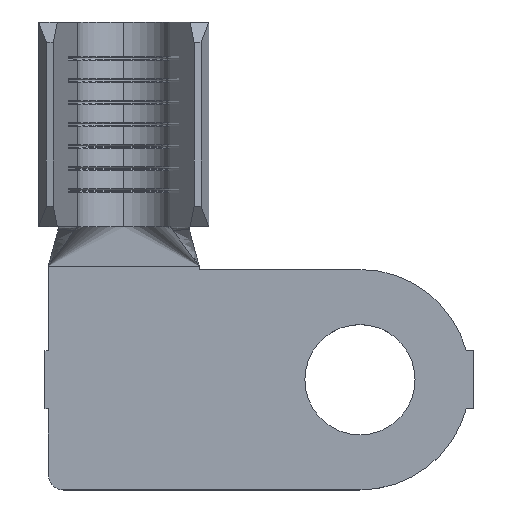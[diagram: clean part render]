
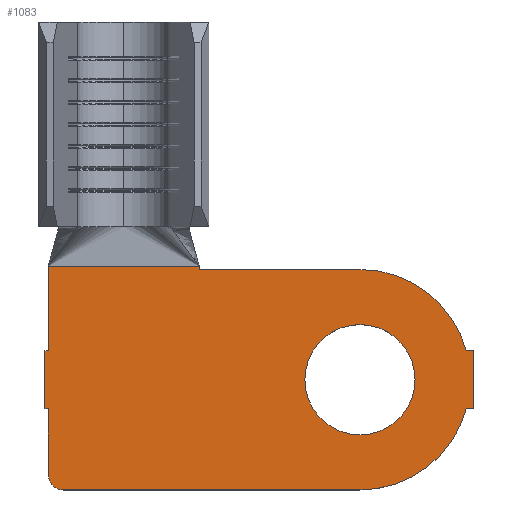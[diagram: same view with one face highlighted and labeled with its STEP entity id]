
A CAD part, top view. The second image highlights one B-rep face of the part: STEP entity #1083.
In plain terms, the highlighted planar face has unit normal (0, 0, 1).
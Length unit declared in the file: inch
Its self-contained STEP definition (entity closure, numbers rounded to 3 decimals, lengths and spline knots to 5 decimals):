
#54 = LINE ( 'NONE', #6773, #1416 ) ;
#58 = CARTESIAN_POINT ( 'NONE',  ( -0.51, 0.36, 0.06 ) ) ;
#84 = VERTEX_POINT ( 'NONE', #317 ) ;
#122 = CIRCLE ( 'NONE', #3118, 0.05 ) ;
#152 = VERTEX_POINT ( 'NONE', #902 ) ;
#287 = EDGE_CURVE ( 'NONE', #6233, #84, #2126, .T. ) ;
#317 = CARTESIAN_POINT ( 'NONE',  ( 0.33756, -0.0925, 0.06 ) ) ;
#335 = PLANE ( 'NONE',  #3192 ) ;
#394 = DIRECTION ( 'NONE',  ( -1., 0., 0. ) ) ;
#460 = VECTOR ( 'NONE', #394, 39.37008 ) ;
#502 = CARTESIAN_POINT ( 'NONE',  ( -0.99, 0.0925, 0.06 ) ) ;
#521 = EDGE_LOOP ( 'NONE', ( #5211, #2028 ) ) ;
#530 = CARTESIAN_POINT ( 'NONE',  ( -0.94, -0.3, 0.06 ) ) ;
#592 = ORIENTED_EDGE ( 'NONE', *, *, #3619, .T. ) ;
#609 = VERTEX_POINT ( 'NONE', #5947 ) ;
#662 = CIRCLE ( 'NONE', #6950, 0.175 ) ;
#670 = VERTEX_POINT ( 'NONE', #5534 ) ;
#716 = VERTEX_POINT ( 'NONE', #3929 ) ;
#726 = ORIENTED_EDGE ( 'NONE', *, *, #5402, .T. ) ;
#741 = CARTESIAN_POINT ( 'NONE',  ( 0., 0., 0.06 ) ) ;
#771 = CARTESIAN_POINT ( 'NONE',  ( -0.99, -0.3, 0.06 ) ) ;
#791 = VECTOR ( 'NONE', #6493, 39.37008 ) ;
#850 = ORIENTED_EDGE ( 'NONE', *, *, #3361, .T. ) ;
#851 = CARTESIAN_POINT ( 'NONE',  ( 0.36, 0.0925, 0.06 ) ) ;
#902 = CARTESIAN_POINT ( 'NONE',  ( -0.99, -0.0925, 0.06 ) ) ;
#908 = AXIS2_PLACEMENT_3D ( 'NONE', #2422, #6215, #2957 ) ;
#928 = CARTESIAN_POINT ( 'NONE',  ( 0.175, 0., 0.06 ) ) ;
#1083 = ADVANCED_FACE ( 'NONE', ( #3972, #6521 ), #335, .F. ) ;
#1131 = DIRECTION ( 'NONE',  ( -1., 0., 0. ) ) ;
#1183 = ORIENTED_EDGE ( 'NONE', *, *, #1686, .T. ) ;
#1244 = CARTESIAN_POINT ( 'NONE',  ( -0.99, 0.36, 0.06 ) ) ;
#1275 = CARTESIAN_POINT ( 'NONE',  ( 0., 0., 0.06 ) ) ;
#1293 = DIRECTION ( 'NONE',  ( 0., -1., 0. ) ) ;
#1319 = DIRECTION ( 'NONE',  ( 1., 0., 0. ) ) ;
#1392 = LINE ( 'NONE', #5859, #5572 ) ;
#1416 = VECTOR ( 'NONE', #4070, 39.37008 ) ;
#1480 = EDGE_CURVE ( 'NONE', #3164, #5451, #1599, .T. ) ;
#1499 = DIRECTION ( 'NONE',  ( 0., 0., -1. ) ) ;
#1538 = EDGE_CURVE ( 'NONE', #1580, #152, #54, .T. ) ;
#1580 = VERTEX_POINT ( 'NONE', #4649 ) ;
#1599 = LINE ( 'NONE', #4050, #5940 ) ;
#1613 = CARTESIAN_POINT ( 'NONE',  ( -0.99, 0.36, 0.06 ) ) ;
#1659 = CARTESIAN_POINT ( 'NONE',  ( 0.33756, 0.0925, 0.06 ) ) ;
#1686 = EDGE_CURVE ( 'NONE', #84, #6550, #2015, .T. ) ;
#1765 = EDGE_CURVE ( 'NONE', #609, #6233, #7119, .T. ) ;
#1781 = ORIENTED_EDGE ( 'NONE', *, *, #3955, .T. ) ;
#1793 = CARTESIAN_POINT ( 'NONE',  ( -0.51, 0.35, 0.06 ) ) ;
#1836 = DIRECTION ( 'NONE',  ( 1., 0., 0. ) ) ;
#1893 = EDGE_CURVE ( 'NONE', #152, #5198, #4046, .T. ) ;
#1968 = LINE ( 'NONE', #3707, #460 ) ;
#2015 = LINE ( 'NONE', #6347, #5082 ) ;
#2028 = ORIENTED_EDGE ( 'NONE', *, *, #6843, .F. ) ;
#2057 = EDGE_CURVE ( 'NONE', #7144, #5983, #4481, .T. ) ;
#2126 = CIRCLE ( 'NONE', #908, 0.35 ) ;
#2142 = AXIS2_PLACEMENT_3D ( 'NONE', #5928, #2671, #6460 ) ;
#2170 = DIRECTION ( 'NONE',  ( -1., 0., 0. ) ) ;
#2235 = VERTEX_POINT ( 'NONE', #58 ) ;
#2260 = CIRCLE ( 'NONE', #2142, 0.35 ) ;
#2367 = DIRECTION ( 'NONE',  ( -1., 0., 0. ) ) ;
#2422 = CARTESIAN_POINT ( 'NONE',  ( 0., 0., 0.06 ) ) ;
#2435 = VECTOR ( 'NONE', #1293, 39.37008 ) ;
#2671 = DIRECTION ( 'NONE',  ( 0., 0., 1. ) ) ;
#2694 = CARTESIAN_POINT ( 'NONE',  ( 0., 0.35, 0.06 ) ) ;
#2739 = ORIENTED_EDGE ( 'NONE', *, *, #5711, .T. ) ;
#2787 = VECTOR ( 'NONE', #5222, 39.37008 ) ;
#2795 = ORIENTED_EDGE ( 'NONE', *, *, #1893, .T. ) ;
#2925 = CARTESIAN_POINT ( 'NONE',  ( 0., -0.35, 0.06 ) ) ;
#2957 = DIRECTION ( 'NONE',  ( -1., 0., 0. ) ) ;
#3118 = AXIS2_PLACEMENT_3D ( 'NONE', #530, #4395, #1131 ) ;
#3164 = VERTEX_POINT ( 'NONE', #1244 ) ;
#3191 = LINE ( 'NONE', #851, #5925 ) ;
#3192 = AXIS2_PLACEMENT_3D ( 'NONE', #4208, #1499, #5306 ) ;
#3252 = EDGE_CURVE ( 'NONE', #670, #1580, #3697, .T. ) ;
#3253 = CARTESIAN_POINT ( 'NONE',  ( 0.36, -0.0925, 0.06 ) ) ;
#3361 = EDGE_CURVE ( 'NONE', #6550, #716, #3191, .T. ) ;
#3439 = CIRCLE ( 'NONE', #6629, 0.175 ) ;
#3619 = EDGE_CURVE ( 'NONE', #5198, #609, #122, .T. ) ;
#3629 = VERTEX_POINT ( 'NONE', #1659 ) ;
#3643 = DIRECTION ( 'NONE',  ( 1., 0., 0. ) ) ;
#3679 = DIRECTION ( 'NONE',  ( -1., 0., 0. ) ) ;
#3697 = LINE ( 'NONE', #5132, #2435 ) ;
#3707 = CARTESIAN_POINT ( 'NONE',  ( -1., 0.0925, 0.06 ) ) ;
#3808 = ORIENTED_EDGE ( 'NONE', *, *, #287, .T. ) ;
#3842 = LINE ( 'NONE', #1613, #5301 ) ;
#3929 = CARTESIAN_POINT ( 'NONE',  ( 0.36, 0.0925, 0.06 ) ) ;
#3955 = EDGE_CURVE ( 'NONE', #716, #3629, #1392, .T. ) ;
#3972 = FACE_OUTER_BOUND ( 'NONE', #5467, .T. ) ;
#4046 = LINE ( 'NONE', #5966, #791 ) ;
#4050 = CARTESIAN_POINT ( 'NONE',  ( -0.99, 0.36, 0.06 ) ) ;
#4070 = DIRECTION ( 'NONE',  ( 1., 0., 0. ) ) ;
#4081 = CARTESIAN_POINT ( 'NONE',  ( -0.51, 0.35, 0.06 ) ) ;
#4090 = EDGE_CURVE ( 'NONE', #5983, #2235, #4893, .T. ) ;
#4097 = ORIENTED_EDGE ( 'NONE', *, *, #1765, .T. ) ;
#4120 = DIRECTION ( 'NONE',  ( 0., 1., 0. ) ) ;
#4208 = CARTESIAN_POINT ( 'NONE',  ( 0., 0., 0.06 ) ) ;
#4395 = DIRECTION ( 'NONE',  ( 0., 0., 1. ) ) ;
#4481 = LINE ( 'NONE', #1793, #5583 ) ;
#4578 = DIRECTION ( 'NONE',  ( 0., -1., 0. ) ) ;
#4585 = DIRECTION ( 'NONE',  ( 0., 0., 1. ) ) ;
#4649 = CARTESIAN_POINT ( 'NONE',  ( -1., -0.0925, 0.06 ) ) ;
#4776 = ORIENTED_EDGE ( 'NONE', *, *, #7053, .T. ) ;
#4885 = CARTESIAN_POINT ( 'NONE',  ( -0.51, 0.36, 0.06 ) ) ;
#4893 = LINE ( 'NONE', #4885, #6156 ) ;
#4895 = ORIENTED_EDGE ( 'NONE', *, *, #1480, .T. ) ;
#4896 = CARTESIAN_POINT ( 'NONE',  ( -0.175, 0., 0.06 ) ) ;
#4966 = ORIENTED_EDGE ( 'NONE', *, *, #2057, .T. ) ;
#5082 = VECTOR ( 'NONE', #3643, 39.37008 ) ;
#5096 = DIRECTION ( 'NONE',  ( 0., 0., 1. ) ) ;
#5132 = CARTESIAN_POINT ( 'NONE',  ( -1., 0.0925, 0.06 ) ) ;
#5174 = EDGE_CURVE ( 'NONE', #5446, #5599, #662, .T. ) ;
#5198 = VERTEX_POINT ( 'NONE', #771 ) ;
#5211 = ORIENTED_EDGE ( 'NONE', *, *, #5174, .F. ) ;
#5222 = DIRECTION ( 'NONE',  ( 1., 0., 0. ) ) ;
#5301 = VECTOR ( 'NONE', #2170, 39.37008 ) ;
#5306 = DIRECTION ( 'NONE',  ( -1., 0., 0. ) ) ;
#5352 = ORIENTED_EDGE ( 'NONE', *, *, #3252, .T. ) ;
#5402 = EDGE_CURVE ( 'NONE', #2235, #3164, #3842, .T. ) ;
#5438 = DIRECTION ( 'NONE',  ( 0., 1., 0. ) ) ;
#5446 = VERTEX_POINT ( 'NONE', #4896 ) ;
#5451 = VERTEX_POINT ( 'NONE', #502 ) ;
#5467 = EDGE_LOOP ( 'NONE', ( #2795, #592, #4097, #3808, #1183, #850, #1781, #4776, #4966, #5700, #726, #4895, #2739, #5352, #6752 ) ) ;
#5534 = CARTESIAN_POINT ( 'NONE',  ( -1., 0.0925, 0.06 ) ) ;
#5572 = VECTOR ( 'NONE', #3679, 39.37008 ) ;
#5583 = VECTOR ( 'NONE', #2367, 39.37008 ) ;
#5599 = VERTEX_POINT ( 'NONE', #928 ) ;
#5700 = ORIENTED_EDGE ( 'NONE', *, *, #4090, .T. ) ;
#5711 = EDGE_CURVE ( 'NONE', #5451, #670, #1968, .T. ) ;
#5859 = CARTESIAN_POINT ( 'NONE',  ( 0.33756, 0.0925, 0.06 ) ) ;
#5925 = VECTOR ( 'NONE', #4120, 39.37008 ) ;
#5928 = CARTESIAN_POINT ( 'NONE',  ( 0., 0., 0.06 ) ) ;
#5940 = VECTOR ( 'NONE', #4578, 39.37008 ) ;
#5947 = CARTESIAN_POINT ( 'NONE',  ( -0.94, -0.35, 0.06 ) ) ;
#5966 = CARTESIAN_POINT ( 'NONE',  ( -0.99, -0.0925, 0.06 ) ) ;
#5983 = VERTEX_POINT ( 'NONE', #4081 ) ;
#6156 = VECTOR ( 'NONE', #5438, 39.37008 ) ;
#6215 = DIRECTION ( 'NONE',  ( 0., 0., 1. ) ) ;
#6233 = VERTEX_POINT ( 'NONE', #2925 ) ;
#6347 = CARTESIAN_POINT ( 'NONE',  ( 0.33756, -0.0925, 0.06 ) ) ;
#6460 = DIRECTION ( 'NONE',  ( -1., 0., 0. ) ) ;
#6493 = DIRECTION ( 'NONE',  ( 0., -1., 0. ) ) ;
#6521 = FACE_BOUND ( 'NONE', #521, .T. ) ;
#6550 = VERTEX_POINT ( 'NONE', #3253 ) ;
#6629 = AXIS2_PLACEMENT_3D ( 'NONE', #1275, #5096, #1836 ) ;
#6752 = ORIENTED_EDGE ( 'NONE', *, *, #1538, .T. ) ;
#6773 = CARTESIAN_POINT ( 'NONE',  ( -1., -0.0925, 0.06 ) ) ;
#6817 = CARTESIAN_POINT ( 'NONE',  ( -0.99, -0.35, 0.06 ) ) ;
#6843 = EDGE_CURVE ( 'NONE', #5599, #5446, #3439, .T. ) ;
#6950 = AXIS2_PLACEMENT_3D ( 'NONE', #741, #4585, #1319 ) ;
#7053 = EDGE_CURVE ( 'NONE', #3629, #7144, #2260, .T. ) ;
#7119 = LINE ( 'NONE', #6817, #2787 ) ;
#7144 = VERTEX_POINT ( 'NONE', #2694 ) ;
